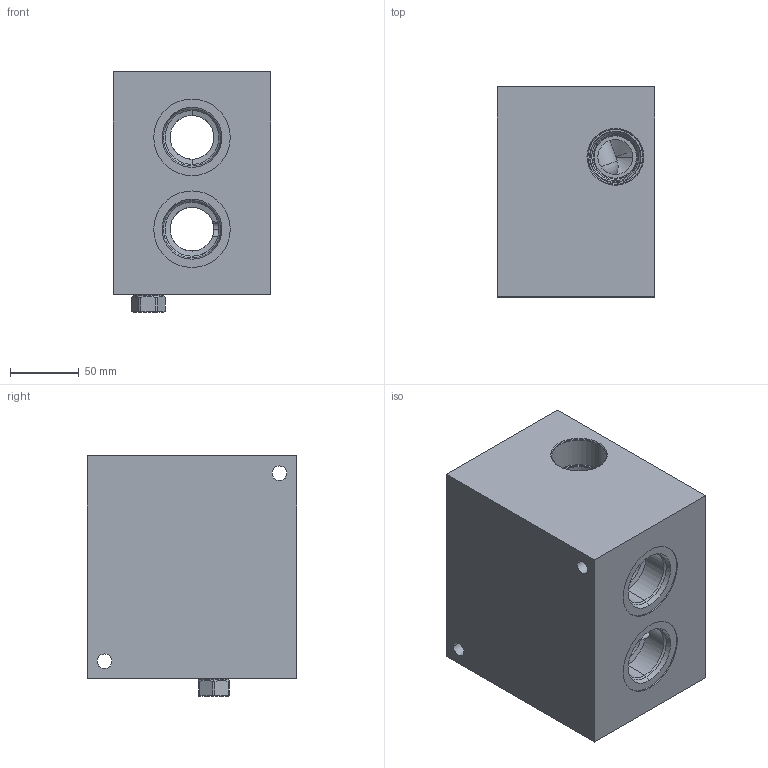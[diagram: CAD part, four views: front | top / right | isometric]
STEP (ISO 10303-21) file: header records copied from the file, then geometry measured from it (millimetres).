
FILE_DESCRIPTION((''),'2;1');
FILE_NAME('XCN_ASM','2019-11-13T',('ProEService'),(''),'PRO/ENGINEER BY PARAMETRIC TECHNOLOGY CORPORATION, 2014200','PRO/ENGINEER BY PARAMETRIC TECHNOLOGY CORPORATION, 2014200','');
FILE_SCHEMA(('CONFIG_CONTROL_DESIGN'));
Length unit declared in the file: inch
Products named in the file (3): 152-105-006; CSABXXN; XCN_ASM
Assembly tree (2 placements, depth 2):
  XCN_ASM
    152-105-006
    CSABXXN
Bounding box: 114.3 x 152.4 x 174.6 mm (x, y, z)
Volume: 2269802.8 mm3; surface area: 200243.3 mm2
Topology: 5 solids, 6 shells, 328 faces, 1039 edges, 848 vertices
Faces by surface type: cylinder 137, cone 95, plane 46, torus 32, revolution 12, sphere 6
Entity records: 13460 total; most frequent: CARTESIAN_POINT 4389, DIRECTION 1997, ORIENTED_EDGE 1486, EDGE_CURVE 743, AXIS2_PLACEMENT_3D 725, VECTOR 535, LINE 535, VERTEX_POINT 444
